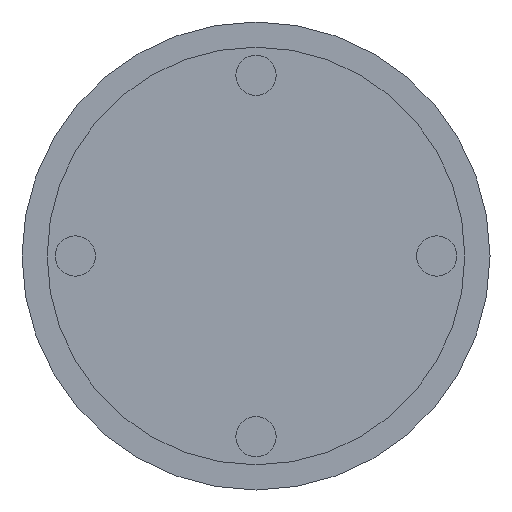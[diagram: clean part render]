
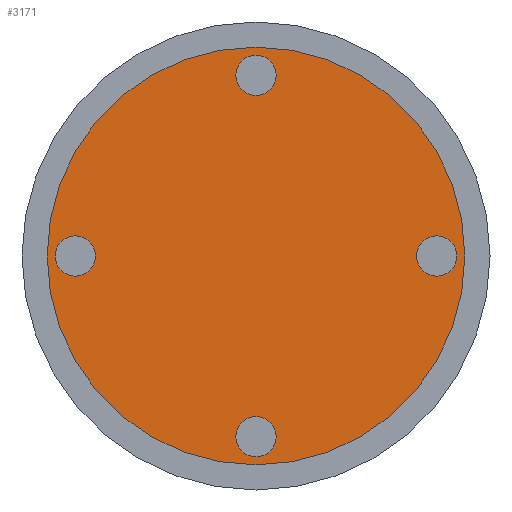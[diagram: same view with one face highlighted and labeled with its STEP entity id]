
A CAD part, front view. The second image highlights one B-rep face of the part: STEP entity #3171.
In plain terms, the highlighted planar face has unit normal (0, -1, 0).
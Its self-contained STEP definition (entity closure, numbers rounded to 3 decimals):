
#236 = ORIENTED_EDGE ( 'NONE', *, *, #5174, .F. ) ;
#461 = DIRECTION ( 'NONE',  ( 0., -1., 0. ) ) ;
#570 = EDGE_CURVE ( 'NONE', #7519, #6069, #1883, .T. ) ;
#594 = CIRCLE ( 'NONE', #5342, 0.4 ) ;
#666 = VERTEX_POINT ( 'NONE', #4804 ) ;
#694 = CARTESIAN_POINT ( 'NONE',  ( -3.592, 0.5, -0.4 ) ) ;
#785 = AXIS2_PLACEMENT_3D ( 'NONE', #1681, #4622, #5455 ) ;
#808 = CARTESIAN_POINT ( 'NONE',  ( 0., 0.5, 4.15 ) ) ;
#1327 = VERTEX_POINT ( 'NONE', #8613 ) ;
#1495 = VERTEX_POINT ( 'NONE', #7617 ) ;
#1546 = CIRCLE ( 'NONE', #2762, 0.4 ) ;
#1630 = CARTESIAN_POINT ( 'NONE',  ( 0., 0.5, 3.592 ) ) ;
#1637 = DIRECTION ( 'NONE',  ( 0., 0., -1. ) ) ;
#1681 = CARTESIAN_POINT ( 'NONE',  ( -3.592, 0.5, 0. ) ) ;
#1883 = CIRCLE ( 'NONE', #2018, 4.15 ) ;
#1902 = VERTEX_POINT ( 'NONE', #694 ) ;
#1944 = EDGE_CURVE ( 'NONE', #5021, #1902, #4023, .T. ) ;
#2000 = AXIS2_PLACEMENT_3D ( 'NONE', #6163, #9000, #5340 ) ;
#2018 = AXIS2_PLACEMENT_3D ( 'NONE', #6085, #3937, #5308 ) ;
#2042 = ORIENTED_EDGE ( 'NONE', *, *, #570, .T. ) ;
#2044 = AXIS2_PLACEMENT_3D ( 'NONE', #6980, #3485, #3993 ) ;
#2082 = DIRECTION ( 'NONE',  ( 0., -1., 0. ) ) ;
#2205 = PLANE ( 'NONE',  #3884 ) ;
#2342 = DIRECTION ( 'NONE',  ( 0., -1., 0. ) ) ;
#2453 = CIRCLE ( 'NONE', #2618, 4.15 ) ;
#2525 = EDGE_LOOP ( 'NONE', ( #9419, #3975 ) ) ;
#2618 = AXIS2_PLACEMENT_3D ( 'NONE', #4818, #461, #3372 ) ;
#2762 = AXIS2_PLACEMENT_3D ( 'NONE', #6128, #9109, #3746 ) ;
#2842 = FACE_BOUND ( 'NONE', #7539, .T. ) ;
#3048 = CARTESIAN_POINT ( 'NONE',  ( 0., 0.5, -3.192 ) ) ;
#3171 = ADVANCED_FACE ( 'NONE', ( #2842, #5786, #4422, #9473, #8056 ), #2205, .T. ) ;
#3200 = CARTESIAN_POINT ( 'NONE',  ( 0., 0.5, -4.15 ) ) ;
#3372 = DIRECTION ( 'NONE',  ( 0., 0., -1. ) ) ;
#3391 = CIRCLE ( 'NONE', #2000, 0.4 ) ;
#3402 = CARTESIAN_POINT ( 'NONE',  ( 0., 0.5, -3.592 ) ) ;
#3485 = DIRECTION ( 'NONE',  ( 0., -1., 0. ) ) ;
#3588 = VERTEX_POINT ( 'NONE', #5223 ) ;
#3610 = CARTESIAN_POINT ( 'NONE',  ( -3.592, 0.5, 0.4 ) ) ;
#3746 = DIRECTION ( 'NONE',  ( 0., 0., -1. ) ) ;
#3753 = VERTEX_POINT ( 'NONE', #5016 ) ;
#3884 = AXIS2_PLACEMENT_3D ( 'NONE', #6740, #2342, #6218 ) ;
#3893 = EDGE_CURVE ( 'NONE', #666, #1327, #1546, .T. ) ;
#3937 = DIRECTION ( 'NONE',  ( 0., -1., 0. ) ) ;
#3975 = ORIENTED_EDGE ( 'NONE', *, *, #4401, .F. ) ;
#3993 = DIRECTION ( 'NONE',  ( 0., 0., -1. ) ) ;
#4023 = CIRCLE ( 'NONE', #785, 0.4 ) ;
#4091 = AXIS2_PLACEMENT_3D ( 'NONE', #1630, #5442, #6938 ) ;
#4108 = AXIS2_PLACEMENT_3D ( 'NONE', #6436, #2082, #6481 ) ;
#4118 = ORIENTED_EDGE ( 'NONE', *, *, #7772, .F. ) ;
#4138 = EDGE_CURVE ( 'NONE', #6069, #7519, #2453, .T. ) ;
#4401 = EDGE_CURVE ( 'NONE', #3588, #3753, #3391, .T. ) ;
#4422 = FACE_BOUND ( 'NONE', #2525, .T. ) ;
#4509 = CIRCLE ( 'NONE', #2044, 0.4 ) ;
#4571 = ORIENTED_EDGE ( 'NONE', *, *, #9401, .F. ) ;
#4622 = DIRECTION ( 'NONE',  ( 0., -1., 0. ) ) ;
#4804 = CARTESIAN_POINT ( 'NONE',  ( 3.592, 0.5, -0.4 ) ) ;
#4818 = CARTESIAN_POINT ( 'NONE',  ( 0., 0.5, 0. ) ) ;
#5016 = CARTESIAN_POINT ( 'NONE',  ( 0., 0.5, 3.192 ) ) ;
#5021 = VERTEX_POINT ( 'NONE', #3610 ) ;
#5174 = EDGE_CURVE ( 'NONE', #1495, #6109, #4509, .T. ) ;
#5223 = CARTESIAN_POINT ( 'NONE',  ( 0., 0.5, 3.992 ) ) ;
#5308 = DIRECTION ( 'NONE',  ( 0., 0., -1. ) ) ;
#5340 = DIRECTION ( 'NONE',  ( 0., 0., -1. ) ) ;
#5342 = AXIS2_PLACEMENT_3D ( 'NONE', #3402, #6489, #8557 ) ;
#5442 = DIRECTION ( 'NONE',  ( 0., -1., 0. ) ) ;
#5455 = DIRECTION ( 'NONE',  ( 0., 0., -1. ) ) ;
#5613 = AXIS2_PLACEMENT_3D ( 'NONE', #7629, #9008, #1637 ) ;
#5786 = FACE_BOUND ( 'NONE', #9411, .T. ) ;
#6069 = VERTEX_POINT ( 'NONE', #3200 ) ;
#6085 = CARTESIAN_POINT ( 'NONE',  ( 0., 0.5, 0. ) ) ;
#6109 = VERTEX_POINT ( 'NONE', #3048 ) ;
#6128 = CARTESIAN_POINT ( 'NONE',  ( 3.592, 0.5, 0. ) ) ;
#6163 = CARTESIAN_POINT ( 'NONE',  ( 0., 0.5, 3.592 ) ) ;
#6218 = DIRECTION ( 'NONE',  ( 0., 0., -1. ) ) ;
#6362 = ORIENTED_EDGE ( 'NONE', *, *, #7180, .F. ) ;
#6436 = CARTESIAN_POINT ( 'NONE',  ( -3.592, 0.5, 0. ) ) ;
#6481 = DIRECTION ( 'NONE',  ( 0., 0., -1. ) ) ;
#6488 = ORIENTED_EDGE ( 'NONE', *, *, #1944, .F. ) ;
#6489 = DIRECTION ( 'NONE',  ( 0., -1., 0. ) ) ;
#6689 = CIRCLE ( 'NONE', #5613, 0.4 ) ;
#6699 = CIRCLE ( 'NONE', #4091, 0.4 ) ;
#6740 = CARTESIAN_POINT ( 'NONE',  ( 0., 0.5, 0. ) ) ;
#6931 = ORIENTED_EDGE ( 'NONE', *, *, #4138, .T. ) ;
#6938 = DIRECTION ( 'NONE',  ( 0., 0., -1. ) ) ;
#6980 = CARTESIAN_POINT ( 'NONE',  ( 0., 0.5, -3.592 ) ) ;
#7035 = CIRCLE ( 'NONE', #4108, 0.4 ) ;
#7180 = EDGE_CURVE ( 'NONE', #1327, #666, #6689, .T. ) ;
#7519 = VERTEX_POINT ( 'NONE', #808 ) ;
#7539 = EDGE_LOOP ( 'NONE', ( #236, #4571 ) ) ;
#7617 = CARTESIAN_POINT ( 'NONE',  ( 0., 0.5, -3.992 ) ) ;
#7629 = CARTESIAN_POINT ( 'NONE',  ( 3.592, 0.5, 0. ) ) ;
#7772 = EDGE_CURVE ( 'NONE', #1902, #5021, #7035, .T. ) ;
#7819 = ORIENTED_EDGE ( 'NONE', *, *, #3893, .F. ) ;
#8056 = FACE_OUTER_BOUND ( 'NONE', #8797, .T. ) ;
#8145 = EDGE_CURVE ( 'NONE', #3753, #3588, #6699, .T. ) ;
#8451 = EDGE_LOOP ( 'NONE', ( #4118, #6488 ) ) ;
#8557 = DIRECTION ( 'NONE',  ( 0., 0., -1. ) ) ;
#8613 = CARTESIAN_POINT ( 'NONE',  ( 3.592, 0.5, 0.4 ) ) ;
#8797 = EDGE_LOOP ( 'NONE', ( #6931, #2042 ) ) ;
#9000 = DIRECTION ( 'NONE',  ( 0., -1., 0. ) ) ;
#9008 = DIRECTION ( 'NONE',  ( 0., -1., 0. ) ) ;
#9109 = DIRECTION ( 'NONE',  ( 0., -1., 0. ) ) ;
#9401 = EDGE_CURVE ( 'NONE', #6109, #1495, #594, .T. ) ;
#9411 = EDGE_LOOP ( 'NONE', ( #7819, #6362 ) ) ;
#9419 = ORIENTED_EDGE ( 'NONE', *, *, #8145, .F. ) ;
#9473 = FACE_BOUND ( 'NONE', #8451, .T. ) ;
